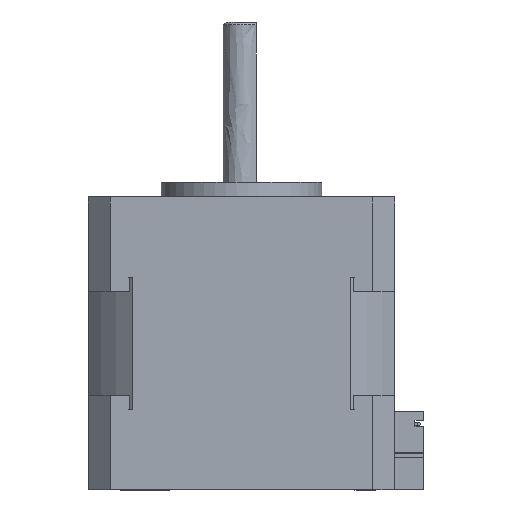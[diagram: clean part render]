
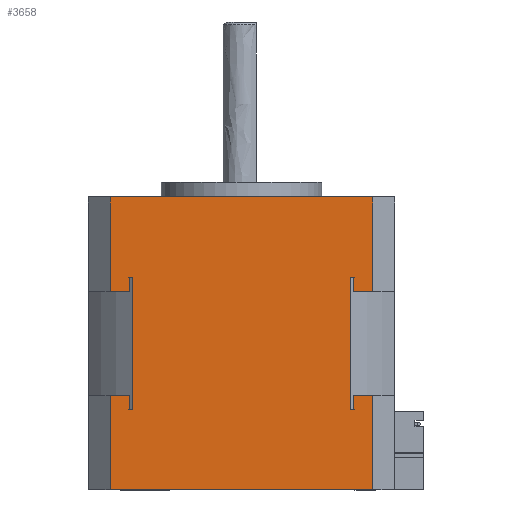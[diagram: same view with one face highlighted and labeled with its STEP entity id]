
A CAD part, front view. The second image highlights one B-rep face of the part: STEP entity #3658.
In plain terms, the highlighted free-form (B-spline) face has degree [1, 1] with [2, 2] control points.
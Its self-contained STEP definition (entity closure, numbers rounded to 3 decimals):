
#3293 = EDGE_CURVE('',#3294,#3296,#3298,.T.);
#3294 = VERTEX_POINT('',#3295);
#3295 = CARTESIAN_POINT('',(-53.341,-14.721,
    37.835));
#3296 = VERTEX_POINT('',#3297);
#3297 = CARTESIAN_POINT('',(-52.981,-14.721,
    37.835));
#3298 = B_SPLINE_CURVE_WITH_KNOTS('',1,(#3299,#3300),.UNSPECIFIED.,.F.,
  .F.,(2,2),(2.67,3.012),.PIECEWISE_BEZIER_KNOTS.);
#3299 = CARTESIAN_POINT('',(-53.341,-14.721,
    37.835));
#3300 = CARTESIAN_POINT('',(-52.981,-14.721,
    37.835));
#3333 = VERTEX_POINT('',#3334);
#3334 = CARTESIAN_POINT('',(-21.39,-14.721,
    37.835));
#3340 = EDGE_CURVE('',#3333,#3341,#3343,.T.);
#3341 = VERTEX_POINT('',#3342);
#3342 = CARTESIAN_POINT('',(-21.03,-14.721,
    37.835));
#3343 = B_SPLINE_CURVE_WITH_KNOTS('',1,(#3344,#3345),.UNSPECIFIED.,.F.,
  .F.,(2,2),(32.988,33.33),.PIECEWISE_BEZIER_KNOTS.);
#3344 = CARTESIAN_POINT('',(-21.39,-14.721,
    37.835));
#3345 = CARTESIAN_POINT('',(-21.03,-14.721,
    37.835));
#3468 = VERTEX_POINT('',#3469);
#3469 = CARTESIAN_POINT('',(-53.341,-14.721,
    39.942));
#3483 = VERTEX_POINT('',#3484);
#3484 = CARTESIAN_POINT('',(-56.155,-14.721,
    39.942));
#3489 = EDGE_CURVE('',#3483,#3468,#3490,.T.);
#3490 = B_SPLINE_CURVE_WITH_KNOTS('',1,(#3491,#3492),.UNSPECIFIED.,.F.,
  .F.,(2,2),(0.,2.67),.PIECEWISE_BEZIER_KNOTS.);
#3491 = CARTESIAN_POINT('',(-56.155,-14.721,
    39.942));
#3492 = CARTESIAN_POINT('',(-53.341,-14.721,
    39.942));
#3641 = VERTEX_POINT('',#3642);
#3642 = CARTESIAN_POINT('',(-56.155,-14.721,
    26.242));
#3647 = EDGE_CURVE('',#3483,#3641,#3648,.T.);
#3648 = B_SPLINE_CURVE_WITH_KNOTS('',1,(#3649,#3650),.UNSPECIFIED.,.F.,
  .F.,(2,2),(-0.,13.),.PIECEWISE_BEZIER_KNOTS.);
#3649 = CARTESIAN_POINT('',(-56.155,-14.721,
    39.942));
#3650 = CARTESIAN_POINT('',(-56.155,-14.721,
    26.242));
#3658 = ADVANCED_FACE('',(#3659),#3771,.F.);
#3659 = FACE_BOUND('',#3660,.T.);
#3660 = EDGE_LOOP('',(#3661,#3662,#3667,#3668,#3669,#3676,#3683,#3690,
    #3695,#3696,#3703,#3710,#3717,#3724,#3731,#3738,#3745,#3752,#3759,
    #3766));
#3661 = ORIENTED_EDGE('',*,*,#3293,.F.);
#3662 = ORIENTED_EDGE('',*,*,#3663,.T.);
#3663 = EDGE_CURVE('',#3294,#3468,#3664,.T.);
#3664 = B_SPLINE_CURVE_WITH_KNOTS('',1,(#3665,#3666),.UNSPECIFIED.,.F.,
  .F.,(2,2),(0.,2.),.PIECEWISE_BEZIER_KNOTS.);
#3665 = CARTESIAN_POINT('',(-53.341,-14.721,
    37.835));
#3666 = CARTESIAN_POINT('',(-53.341,-14.721,
    39.942));
#3667 = ORIENTED_EDGE('',*,*,#3489,.F.);
#3668 = ORIENTED_EDGE('',*,*,#3647,.T.);
#3669 = ORIENTED_EDGE('',*,*,#3670,.T.);
#3670 = EDGE_CURVE('',#3641,#3671,#3673,.T.);
#3671 = VERTEX_POINT('',#3672);
#3672 = CARTESIAN_POINT('',(-18.216,-14.721,
    26.242));
#3673 = B_SPLINE_CURVE_WITH_KNOTS('',1,(#3674,#3675),.UNSPECIFIED.,.F.,
  .F.,(2,2),(0.,36.),.PIECEWISE_BEZIER_KNOTS.);
#3674 = CARTESIAN_POINT('',(-56.155,-14.721,
    26.242));
#3675 = CARTESIAN_POINT('',(-18.216,-14.721,
    26.242));
#3676 = ORIENTED_EDGE('',*,*,#3677,.F.);
#3677 = EDGE_CURVE('',#3678,#3671,#3680,.T.);
#3678 = VERTEX_POINT('',#3679);
#3679 = CARTESIAN_POINT('',(-18.216,-14.721,
    39.942));
#3680 = B_SPLINE_CURVE_WITH_KNOTS('',1,(#3681,#3682),.UNSPECIFIED.,.F.,
  .F.,(2,2),(-0.,13.),.PIECEWISE_BEZIER_KNOTS.);
#3681 = CARTESIAN_POINT('',(-18.216,-14.721,
    39.942));
#3682 = CARTESIAN_POINT('',(-18.216,-14.721,
    26.242));
#3683 = ORIENTED_EDGE('',*,*,#3684,.F.);
#3684 = EDGE_CURVE('',#3685,#3678,#3687,.T.);
#3685 = VERTEX_POINT('',#3686);
#3686 = CARTESIAN_POINT('',(-21.03,-14.721,
    39.942));
#3687 = B_SPLINE_CURVE_WITH_KNOTS('',1,(#3688,#3689),.UNSPECIFIED.,.F.,
  .F.,(2,2),(33.33,36.),.PIECEWISE_BEZIER_KNOTS.);
#3688 = CARTESIAN_POINT('',(-21.03,-14.721,
    39.942));
#3689 = CARTESIAN_POINT('',(-18.216,-14.721,
    39.942));
#3690 = ORIENTED_EDGE('',*,*,#3691,.T.);
#3691 = EDGE_CURVE('',#3685,#3341,#3692,.T.);
#3692 = B_SPLINE_CURVE_WITH_KNOTS('',1,(#3693,#3694),.UNSPECIFIED.,.F.,
  .F.,(2,2),(-2.,-0.),.PIECEWISE_BEZIER_KNOTS.);
#3693 = CARTESIAN_POINT('',(-21.03,-14.721,
    39.942));
#3694 = CARTESIAN_POINT('',(-21.03,-14.721,
    37.835));
#3695 = ORIENTED_EDGE('',*,*,#3340,.F.);
#3696 = ORIENTED_EDGE('',*,*,#3697,.F.);
#3697 = EDGE_CURVE('',#3698,#3333,#3700,.T.);
#3698 = VERTEX_POINT('',#3699);
#3699 = CARTESIAN_POINT('',(-21.39,-14.721,
    57.015));
#3700 = B_SPLINE_CURVE_WITH_KNOTS('',1,(#3701,#3702),.UNSPECIFIED.,.F.,
  .F.,(2,2),(-9.1,9.1),.PIECEWISE_BEZIER_KNOTS.);
#3701 = CARTESIAN_POINT('',(-21.39,-14.721,
    57.015));
#3702 = CARTESIAN_POINT('',(-21.39,-14.721,
    37.835));
#3703 = ORIENTED_EDGE('',*,*,#3704,.T.);
#3704 = EDGE_CURVE('',#3698,#3705,#3707,.T.);
#3705 = VERTEX_POINT('',#3706);
#3706 = CARTESIAN_POINT('',(-21.03,-14.721,
    57.015));
#3707 = B_SPLINE_CURVE_WITH_KNOTS('',1,(#3708,#3709),.UNSPECIFIED.,.F.,
  .F.,(2,2),(32.988,33.33),.PIECEWISE_BEZIER_KNOTS.);
#3708 = CARTESIAN_POINT('',(-21.39,-14.721,
    57.015));
#3709 = CARTESIAN_POINT('',(-21.03,-14.721,
    57.015));
#3710 = ORIENTED_EDGE('',*,*,#3711,.F.);
#3711 = EDGE_CURVE('',#3712,#3705,#3714,.T.);
#3712 = VERTEX_POINT('',#3713);
#3713 = CARTESIAN_POINT('',(-21.03,-14.721,
    54.907));
#3714 = B_SPLINE_CURVE_WITH_KNOTS('',1,(#3715,#3716),.UNSPECIFIED.,.F.,
  .F.,(2,2),(-2.,0.),.PIECEWISE_BEZIER_KNOTS.);
#3715 = CARTESIAN_POINT('',(-21.03,-14.721,
    54.907));
#3716 = CARTESIAN_POINT('',(-21.03,-14.721,
    57.015));
#3717 = ORIENTED_EDGE('',*,*,#3718,.T.);
#3718 = EDGE_CURVE('',#3712,#3719,#3721,.T.);
#3719 = VERTEX_POINT('',#3720);
#3720 = CARTESIAN_POINT('',(-18.216,-14.721,
    54.907));
#3721 = B_SPLINE_CURVE_WITH_KNOTS('',1,(#3722,#3723),.UNSPECIFIED.,.F.,
  .F.,(2,2),(33.33,36.),.PIECEWISE_BEZIER_KNOTS.);
#3722 = CARTESIAN_POINT('',(-21.03,-14.721,
    54.907));
#3723 = CARTESIAN_POINT('',(-18.216,-14.721,
    54.907));
#3724 = ORIENTED_EDGE('',*,*,#3725,.T.);
#3725 = EDGE_CURVE('',#3719,#3726,#3728,.T.);
#3726 = VERTEX_POINT('',#3727);
#3727 = CARTESIAN_POINT('',(-18.216,-14.721,
    68.608));
#3728 = B_SPLINE_CURVE_WITH_KNOTS('',1,(#3729,#3730),.UNSPECIFIED.,.F.,
  .F.,(2,2),(0.,13.),.PIECEWISE_BEZIER_KNOTS.);
#3729 = CARTESIAN_POINT('',(-18.216,-14.721,
    54.907));
#3730 = CARTESIAN_POINT('',(-18.216,-14.721,
    68.608));
#3731 = ORIENTED_EDGE('',*,*,#3732,.F.);
#3732 = EDGE_CURVE('',#3733,#3726,#3735,.T.);
#3733 = VERTEX_POINT('',#3734);
#3734 = CARTESIAN_POINT('',(-56.155,-14.721,
    68.608));
#3735 = B_SPLINE_CURVE_WITH_KNOTS('',1,(#3736,#3737),.UNSPECIFIED.,.F.,
  .F.,(2,2),(0.,36.),.PIECEWISE_BEZIER_KNOTS.);
#3736 = CARTESIAN_POINT('',(-56.155,-14.721,
    68.608));
#3737 = CARTESIAN_POINT('',(-18.216,-14.721,
    68.608));
#3738 = ORIENTED_EDGE('',*,*,#3739,.F.);
#3739 = EDGE_CURVE('',#3740,#3733,#3742,.T.);
#3740 = VERTEX_POINT('',#3741);
#3741 = CARTESIAN_POINT('',(-56.155,-14.721,
    54.907));
#3742 = B_SPLINE_CURVE_WITH_KNOTS('',1,(#3743,#3744),.UNSPECIFIED.,.F.,
  .F.,(2,2),(0.,13.),.PIECEWISE_BEZIER_KNOTS.);
#3743 = CARTESIAN_POINT('',(-56.155,-14.721,
    54.907));
#3744 = CARTESIAN_POINT('',(-56.155,-14.721,
    68.608));
#3745 = ORIENTED_EDGE('',*,*,#3746,.T.);
#3746 = EDGE_CURVE('',#3740,#3747,#3749,.T.);
#3747 = VERTEX_POINT('',#3748);
#3748 = CARTESIAN_POINT('',(-53.341,-14.721,
    54.907));
#3749 = B_SPLINE_CURVE_WITH_KNOTS('',1,(#3750,#3751),.UNSPECIFIED.,.F.,
  .F.,(2,2),(0.,2.67),.PIECEWISE_BEZIER_KNOTS.);
#3750 = CARTESIAN_POINT('',(-56.155,-14.721,
    54.907));
#3751 = CARTESIAN_POINT('',(-53.341,-14.721,
    54.907));
#3752 = ORIENTED_EDGE('',*,*,#3753,.F.);
#3753 = EDGE_CURVE('',#3754,#3747,#3756,.T.);
#3754 = VERTEX_POINT('',#3755);
#3755 = CARTESIAN_POINT('',(-53.341,-14.721,
    57.015));
#3756 = B_SPLINE_CURVE_WITH_KNOTS('',1,(#3757,#3758),.UNSPECIFIED.,.F.,
  .F.,(2,2),(0.,2.),.PIECEWISE_BEZIER_KNOTS.);
#3757 = CARTESIAN_POINT('',(-53.341,-14.721,
    57.015));
#3758 = CARTESIAN_POINT('',(-53.341,-14.721,
    54.907));
#3759 = ORIENTED_EDGE('',*,*,#3760,.T.);
#3760 = EDGE_CURVE('',#3754,#3761,#3763,.T.);
#3761 = VERTEX_POINT('',#3762);
#3762 = CARTESIAN_POINT('',(-52.981,-14.721,
    57.015));
#3763 = B_SPLINE_CURVE_WITH_KNOTS('',1,(#3764,#3765),.UNSPECIFIED.,.F.,
  .F.,(2,2),(2.67,3.012),.PIECEWISE_BEZIER_KNOTS.);
#3764 = CARTESIAN_POINT('',(-53.341,-14.721,
    57.015));
#3765 = CARTESIAN_POINT('',(-52.981,-14.721,
    57.015));
#3766 = ORIENTED_EDGE('',*,*,#3767,.T.);
#3767 = EDGE_CURVE('',#3761,#3296,#3768,.T.);
#3768 = B_SPLINE_CURVE_WITH_KNOTS('',1,(#3769,#3770),.UNSPECIFIED.,.F.,
  .F.,(2,2),(-9.1,9.1),.PIECEWISE_BEZIER_KNOTS.);
#3769 = CARTESIAN_POINT('',(-52.981,-14.721,
    57.015));
#3770 = CARTESIAN_POINT('',(-52.981,-14.721,
    37.835));
#3771 = B_SPLINE_SURFACE_WITH_KNOTS('',1,1,(
    (#3772,#3773)
    ,(#3774,#3775
    )),.UNSPECIFIED.,.F.,.F.,.F.,(2,2),(2,2),(-36.,0.),(-13.,27.2),
  .PIECEWISE_BEZIER_KNOTS.);
#3772 = CARTESIAN_POINT('',(-18.216,-14.721,
    26.242));
#3773 = CARTESIAN_POINT('',(-18.216,-14.721,
    68.608));
#3774 = CARTESIAN_POINT('',(-56.155,-14.721,
    26.242));
#3775 = CARTESIAN_POINT('',(-56.155,-14.721,
    68.608));
